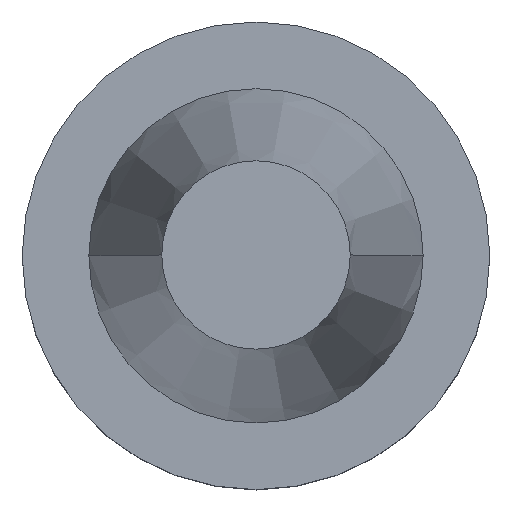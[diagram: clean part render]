
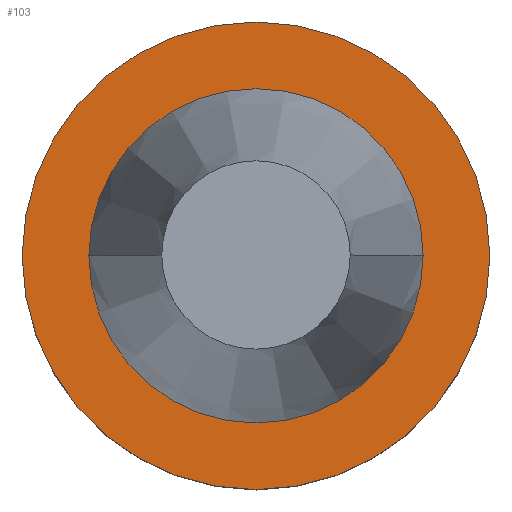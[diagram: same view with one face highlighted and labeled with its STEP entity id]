
A CAD part, top view. The second image highlights one B-rep face of the part: STEP entity #103.
In plain terms, the highlighted planar face has unit normal (0, 0, 1).
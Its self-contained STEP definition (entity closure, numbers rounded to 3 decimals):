
#40=PLANE('',#360);
#52=FACE_BOUND('',#141,.T.);
#53=FACE_BOUND('',#142,.T.);
#103=ADVANCED_FACE('',(#52,#53),#40,.T.);
#141=EDGE_LOOP('',(#188,#189));
#142=EDGE_LOOP('',(#190));
#188=ORIENTED_EDGE('',*,*,#273,.F.);
#189=ORIENTED_EDGE('',*,*,#263,.F.);
#190=ORIENTED_EDGE('',*,*,#274,.F.);
#238=VERTEX_POINT('',#516);
#239=VERTEX_POINT('',#518);
#244=VERTEX_POINT('',#540);
#263=EDGE_CURVE('',#238,#239,#293,.T.);
#273=EDGE_CURVE('',#239,#238,#300,.T.);
#274=EDGE_CURVE('',#244,#244,#301,.T.);
#293=CIRCLE('',#345,22.517);
#300=CIRCLE('',#358,22.517);
#301=CIRCLE('',#359,31.5);
#345=AXIS2_PLACEMENT_3D('',#517,#411,#412);
#358=AXIS2_PLACEMENT_3D('',#538,#440,#441);
#359=AXIS2_PLACEMENT_3D('',#539,#442,#443);
#360=AXIS2_PLACEMENT_3D('',#541,#444,#445);
#411=DIRECTION('',(0.,0.,1.));
#412=DIRECTION('',(1.,0.,0.));
#440=DIRECTION('',(0.,0.,1.));
#441=DIRECTION('',(1.,0.,0.));
#442=DIRECTION('',(0.,0.,-1.));
#443=DIRECTION('',(1.,0.,0.));
#444=DIRECTION('',(0.,0.,1.));
#445=DIRECTION('',(1.,0.,0.));
#516=CARTESIAN_POINT('',(-22.517,0.,-2.));
#517=CARTESIAN_POINT('',(0.,0.,-2.));
#518=CARTESIAN_POINT('',(22.517,0.,-2.));
#538=CARTESIAN_POINT('',(0.,0.,-2.));
#539=CARTESIAN_POINT('',(0.,0.,-2.));
#540=CARTESIAN_POINT('',(31.5,0.,-2.));
#541=CARTESIAN_POINT('',(0.,-22.698,-2.));
